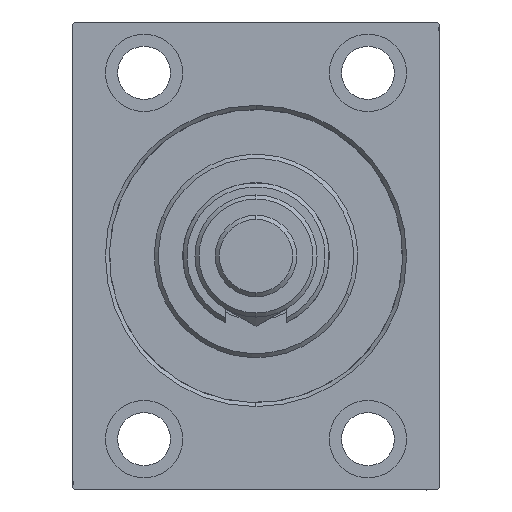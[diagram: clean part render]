
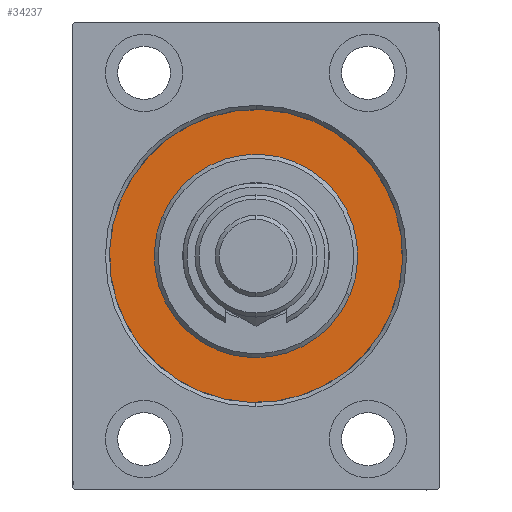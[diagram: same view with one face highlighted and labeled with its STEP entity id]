
A CAD part, left-side view. The second image highlights one B-rep face of the part: STEP entity #34237.
In plain terms, the highlighted face is planar.
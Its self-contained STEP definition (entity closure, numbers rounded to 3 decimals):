
#2242 = EDGE_CURVE ( 'NONE', #44123, #4286, #7345, .T. ) ;
#4286 = VERTEX_POINT ( 'NONE', #19448 ) ;
#4464 = AXIS2_PLACEMENT_3D ( 'NONE', #20207, #17106, #34639 ) ;
#5636 = ORIENTED_EDGE ( 'NONE', *, *, #6764, .F. ) ;
#6458 = CARTESIAN_POINT ( 'NONE',  ( 0., 0., 0. ) ) ;
#6688 = PLANE ( 'NONE',  #41621 ) ;
#6764 = EDGE_CURVE ( 'NONE', #4286, #44123, #8250, .T. ) ;
#6916 = EDGE_CURVE ( 'NONE', #13689, #36738, #17283, .T. ) ;
#6924 = DIRECTION ( 'NONE',  ( -1., 0., 0. ) ) ;
#7345 = CIRCLE ( 'NONE', #20941, 36. ) ;
#8250 = CIRCLE ( 'NONE', #19549, 36. ) ;
#9716 = EDGE_CURVE ( 'NONE', #36738, #13689, #44469, .T. ) ;
#10469 = FACE_BOUND ( 'NONE', #40520, .T. ) ;
#12196 = DIRECTION ( 'NONE',  ( -1., 0., 0. ) ) ;
#13542 = DIRECTION ( 'NONE',  ( 0., 0., 1. ) ) ;
#13689 = VERTEX_POINT ( 'NONE', #19651 ) ;
#15517 = DIRECTION ( 'NONE',  ( 1., 0., 0. ) ) ;
#17106 = DIRECTION ( 'NONE',  ( 1., 0., 0. ) ) ;
#17283 = CIRCLE ( 'NONE', #30123, 25. ) ;
#17553 = DIRECTION ( 'NONE',  ( -1., 0., 0. ) ) ;
#18978 = EDGE_LOOP ( 'NONE', ( #5636, #42772 ) ) ;
#19448 = CARTESIAN_POINT ( 'NONE',  ( 0., 0., -36. ) ) ;
#19549 = AXIS2_PLACEMENT_3D ( 'NONE', #26171, #12196, #44148 ) ;
#19651 = CARTESIAN_POINT ( 'NONE',  ( 0., 0., -25. ) ) ;
#20207 = CARTESIAN_POINT ( 'NONE',  ( 0., 0., 0. ) ) ;
#20387 = ORIENTED_EDGE ( 'NONE', *, *, #9716, .F. ) ;
#20941 = AXIS2_PLACEMENT_3D ( 'NONE', #27745, #6924, #13542 ) ;
#21234 = CARTESIAN_POINT ( 'NONE',  ( 0., 0., 36. ) ) ;
#26171 = CARTESIAN_POINT ( 'NONE',  ( 0., 0., 0. ) ) ;
#27509 = FACE_OUTER_BOUND ( 'NONE', #18978, .T. ) ;
#27745 = CARTESIAN_POINT ( 'NONE',  ( 0., 0., 0. ) ) ;
#30123 = AXIS2_PLACEMENT_3D ( 'NONE', #33967, #15517, #44376 ) ;
#32567 = CARTESIAN_POINT ( 'NONE',  ( 0., 0., 25. ) ) ;
#33967 = CARTESIAN_POINT ( 'NONE',  ( 0., 0., 0. ) ) ;
#34237 = ADVANCED_FACE ( 'NONE', ( #10469, #27509 ), #6688, .F. ) ;
#34639 = DIRECTION ( 'NONE',  ( 0., 0., -1. ) ) ;
#36738 = VERTEX_POINT ( 'NONE', #32567 ) ;
#39320 = DIRECTION ( 'NONE',  ( 0., 0., 1. ) ) ;
#40520 = EDGE_LOOP ( 'NONE', ( #20387, #43352 ) ) ;
#41621 = AXIS2_PLACEMENT_3D ( 'NONE', #6458, #17553, #39320 ) ;
#42772 = ORIENTED_EDGE ( 'NONE', *, *, #2242, .F. ) ;
#43352 = ORIENTED_EDGE ( 'NONE', *, *, #6916, .F. ) ;
#44123 = VERTEX_POINT ( 'NONE', #21234 ) ;
#44148 = DIRECTION ( 'NONE',  ( 0., 0., 1. ) ) ;
#44376 = DIRECTION ( 'NONE',  ( 0., 0., -1. ) ) ;
#44469 = CIRCLE ( 'NONE', #4464, 25. ) ;
